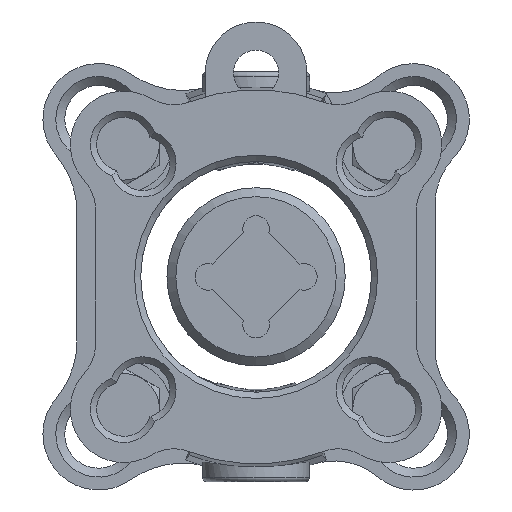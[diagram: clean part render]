
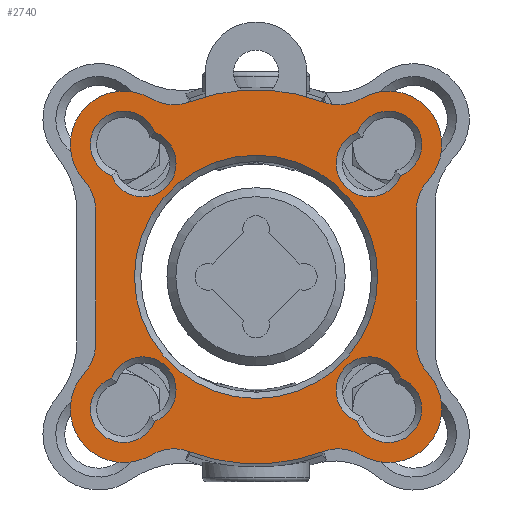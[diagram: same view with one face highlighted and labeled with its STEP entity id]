
A CAD part, front view. The second image highlights one B-rep face of the part: STEP entity #2740.
In plain terms, the highlighted planar face has unit normal (0, -1, 0).
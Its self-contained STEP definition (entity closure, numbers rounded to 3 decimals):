
#76=PLANE('',#3052);
#133=LINE('',#4719,#237);
#142=LINE('',#4751,#246);
#237=VECTOR('',#3542,1000.);
#246=VECTOR('',#3581,1000.);
#410=CIRCLE('',#2949,3.75);
#414=CIRCLE('',#2956,3.75);
#418=CIRCLE('',#2963,3.75);
#422=CIRCLE('',#2970,3.75);
#461=CIRCLE('',#3023,5.);
#462=CIRCLE('',#3026,5.);
#463=CIRCLE('',#3028,6.);
#464=CIRCLE('',#3030,5.);
#465=CIRCLE('',#3032,21.);
#466=CIRCLE('',#3034,5.);
#467=CIRCLE('',#3036,6.);
#468=CIRCLE('',#3038,5.);
#469=CIRCLE('',#3041,5.);
#470=CIRCLE('',#3043,6.);
#471=CIRCLE('',#3045,5.);
#472=CIRCLE('',#3047,21.);
#473=CIRCLE('',#3049,5.);
#474=CIRCLE('',#3051,6.);
#475=CIRCLE('',#3053,3.75);
#476=CIRCLE('',#3054,3.75);
#477=CIRCLE('',#3055,3.75);
#478=CIRCLE('',#3056,3.75);
#479=CIRCLE('',#3057,13.65);
#836=ORIENTED_EDGE('',*,*,#1590,.F.);
#837=ORIENTED_EDGE('',*,*,#1477,.F.);
#838=ORIENTED_EDGE('',*,*,#1591,.F.);
#839=ORIENTED_EDGE('',*,*,#1468,.F.);
#840=ORIENTED_EDGE('',*,*,#1592,.F.);
#841=ORIENTED_EDGE('',*,*,#1457,.F.);
#842=ORIENTED_EDGE('',*,*,#1593,.F.);
#843=ORIENTED_EDGE('',*,*,#1487,.F.);
#844=ORIENTED_EDGE('',*,*,#1594,.F.);
#845=ORIENTED_EDGE('',*,*,#1558,.T.);
#846=ORIENTED_EDGE('',*,*,#1561,.F.);
#847=ORIENTED_EDGE('',*,*,#1563,.T.);
#848=ORIENTED_EDGE('',*,*,#1565,.F.);
#849=ORIENTED_EDGE('',*,*,#1567,.T.);
#850=ORIENTED_EDGE('',*,*,#1569,.F.);
#851=ORIENTED_EDGE('',*,*,#1571,.T.);
#852=ORIENTED_EDGE('',*,*,#1573,.F.);
#853=ORIENTED_EDGE('',*,*,#1575,.T.);
#854=ORIENTED_EDGE('',*,*,#1577,.F.);
#855=ORIENTED_EDGE('',*,*,#1579,.T.);
#856=ORIENTED_EDGE('',*,*,#1581,.F.);
#857=ORIENTED_EDGE('',*,*,#1583,.T.);
#858=ORIENTED_EDGE('',*,*,#1585,.F.);
#859=ORIENTED_EDGE('',*,*,#1587,.T.);
#860=ORIENTED_EDGE('',*,*,#1589,.F.);
#1457=EDGE_CURVE('',#1856,#1857,#410,.T.);
#1468=EDGE_CURVE('',#1864,#1865,#414,.T.);
#1477=EDGE_CURVE('',#1872,#1873,#418,.T.);
#1487=EDGE_CURVE('',#1880,#1881,#422,.T.);
#1558=EDGE_CURVE('',#1937,#1938,#461,.T.);
#1561=EDGE_CURVE('',#1939,#1938,#133,.T.);
#1563=EDGE_CURVE('',#1939,#1940,#462,.T.);
#1565=EDGE_CURVE('',#1941,#1940,#463,.T.);
#1567=EDGE_CURVE('',#1941,#1942,#464,.T.);
#1569=EDGE_CURVE('',#1943,#1942,#465,.T.);
#1571=EDGE_CURVE('',#1943,#1944,#466,.T.);
#1573=EDGE_CURVE('',#1945,#1944,#467,.T.);
#1575=EDGE_CURVE('',#1945,#1946,#468,.T.);
#1577=EDGE_CURVE('',#1947,#1946,#142,.T.);
#1579=EDGE_CURVE('',#1947,#1948,#469,.T.);
#1581=EDGE_CURVE('',#1949,#1948,#470,.T.);
#1583=EDGE_CURVE('',#1949,#1950,#471,.T.);
#1585=EDGE_CURVE('',#1951,#1950,#472,.T.);
#1587=EDGE_CURVE('',#1951,#1952,#473,.T.);
#1589=EDGE_CURVE('',#1937,#1952,#474,.T.);
#1590=EDGE_CURVE('',#1873,#1872,#475,.T.);
#1591=EDGE_CURVE('',#1865,#1864,#476,.T.);
#1592=EDGE_CURVE('',#1857,#1856,#477,.T.);
#1593=EDGE_CURVE('',#1881,#1880,#478,.T.);
#1594=EDGE_CURVE('',#1953,#1953,#479,.T.);
#1856=VERTEX_POINT('',#4407);
#1857=VERTEX_POINT('',#4408);
#1864=VERTEX_POINT('',#4443);
#1865=VERTEX_POINT('',#4445);
#1872=VERTEX_POINT('',#4473);
#1873=VERTEX_POINT('',#4474);
#1880=VERTEX_POINT('',#4506);
#1881=VERTEX_POINT('',#4507);
#1937=VERTEX_POINT('',#4714);
#1938=VERTEX_POINT('',#4715);
#1939=VERTEX_POINT('',#4720);
#1940=VERTEX_POINT('',#4724);
#1941=VERTEX_POINT('',#4728);
#1942=VERTEX_POINT('',#4732);
#1943=VERTEX_POINT('',#4736);
#1944=VERTEX_POINT('',#4740);
#1945=VERTEX_POINT('',#4744);
#1946=VERTEX_POINT('',#4748);
#1947=VERTEX_POINT('',#4752);
#1948=VERTEX_POINT('',#4756);
#1949=VERTEX_POINT('',#4760);
#1950=VERTEX_POINT('',#4764);
#1951=VERTEX_POINT('',#4768);
#1952=VERTEX_POINT('',#4772);
#1953=VERTEX_POINT('',#4782);
#2234=EDGE_LOOP('',(#836,#837));
#2235=EDGE_LOOP('',(#838,#839));
#2236=EDGE_LOOP('',(#840,#841));
#2237=EDGE_LOOP('',(#842,#843));
#2238=EDGE_LOOP('',(#844));
#2239=EDGE_LOOP('',(#845,#846,#847,#848,#849,#850,#851,#852,#853,#854,#855,
#856,#857,#858,#859,#860));
#2461=FACE_BOUND('',#2234,.T.);
#2462=FACE_BOUND('',#2235,.T.);
#2463=FACE_BOUND('',#2236,.T.);
#2464=FACE_BOUND('',#2237,.T.);
#2465=FACE_BOUND('',#2238,.T.);
#2466=FACE_BOUND('',#2239,.T.);
#2740=ADVANCED_FACE('',(#2461,#2462,#2463,#2464,#2465,#2466),#76,.F.);
#2949=AXIS2_PLACEMENT_3D('',#4406,#3372,#3373);
#2956=AXIS2_PLACEMENT_3D('',#4444,#3388,#3389);
#2963=AXIS2_PLACEMENT_3D('',#4472,#3404,#3405);
#2970=AXIS2_PLACEMENT_3D('',#4505,#3420,#3421);
#3023=AXIS2_PLACEMENT_3D('',#4713,#3536,#3537);
#3026=AXIS2_PLACEMENT_3D('',#4723,#3546,#3547);
#3028=AXIS2_PLACEMENT_3D('',#4727,#3551,#3552);
#3030=AXIS2_PLACEMENT_3D('',#4731,#3556,#3557);
#3032=AXIS2_PLACEMENT_3D('',#4735,#3561,#3562);
#3034=AXIS2_PLACEMENT_3D('',#4739,#3566,#3567);
#3036=AXIS2_PLACEMENT_3D('',#4743,#3571,#3572);
#3038=AXIS2_PLACEMENT_3D('',#4747,#3576,#3577);
#3041=AXIS2_PLACEMENT_3D('',#4755,#3585,#3586);
#3043=AXIS2_PLACEMENT_3D('',#4759,#3590,#3591);
#3045=AXIS2_PLACEMENT_3D('',#4763,#3595,#3596);
#3047=AXIS2_PLACEMENT_3D('',#4767,#3600,#3601);
#3049=AXIS2_PLACEMENT_3D('',#4771,#3605,#3606);
#3051=AXIS2_PLACEMENT_3D('',#4775,#3610,#3611);
#3052=AXIS2_PLACEMENT_3D('',#4776,#3612,#3613);
#3053=AXIS2_PLACEMENT_3D('',#4777,#3614,#3615);
#3054=AXIS2_PLACEMENT_3D('',#4778,#3616,#3617);
#3055=AXIS2_PLACEMENT_3D('',#4779,#3618,#3619);
#3056=AXIS2_PLACEMENT_3D('',#4780,#3620,#3621);
#3057=AXIS2_PLACEMENT_3D('',#4781,#3622,#3623);
#3372=DIRECTION('',(0.,-1.,0.));
#3373=DIRECTION('',(0.,0.,-1.));
#3388=DIRECTION('',(0.,-1.,0.));
#3389=DIRECTION('',(0.,0.,-1.));
#3404=DIRECTION('',(0.,-1.,0.));
#3405=DIRECTION('',(0.,0.,-1.));
#3420=DIRECTION('',(0.,-1.,0.));
#3421=DIRECTION('',(0.,0.,-1.));
#3536=DIRECTION('',(0.,1.,0.));
#3537=DIRECTION('',(1.,0.,0.));
#3542=DIRECTION('',(0.,0.,1.));
#3546=DIRECTION('',(0.,1.,0.));
#3547=DIRECTION('',(1.,0.,0.));
#3551=DIRECTION('',(0.,1.,0.));
#3552=DIRECTION('',(1.,0.,0.));
#3556=DIRECTION('',(0.,1.,0.));
#3557=DIRECTION('',(1.,0.,0.));
#3561=DIRECTION('',(0.,1.,0.));
#3562=DIRECTION('',(1.,0.,0.));
#3566=DIRECTION('',(0.,1.,0.));
#3567=DIRECTION('',(1.,0.,0.));
#3571=DIRECTION('',(0.,1.,0.));
#3572=DIRECTION('',(1.,0.,0.));
#3576=DIRECTION('',(0.,1.,0.));
#3577=DIRECTION('',(1.,0.,0.));
#3581=DIRECTION('',(0.,0.,-1.));
#3585=DIRECTION('',(0.,1.,0.));
#3586=DIRECTION('',(1.,0.,0.));
#3590=DIRECTION('',(0.,1.,0.));
#3591=DIRECTION('',(1.,0.,0.));
#3595=DIRECTION('',(0.,1.,0.));
#3596=DIRECTION('',(1.,0.,0.));
#3600=DIRECTION('',(0.,1.,0.));
#3601=DIRECTION('',(1.,0.,0.));
#3605=DIRECTION('',(0.,1.,0.));
#3606=DIRECTION('',(1.,0.,0.));
#3610=DIRECTION('',(0.,1.,0.));
#3611=DIRECTION('',(1.,0.,0.));
#3612=DIRECTION('',(0.,1.,0.));
#3613=DIRECTION('',(0.,0.,1.));
#3614=DIRECTION('',(0.,-1.,0.));
#3615=DIRECTION('',(0.,0.,-1.));
#3616=DIRECTION('',(0.,-1.,0.));
#3617=DIRECTION('',(0.,0.,-1.));
#3618=DIRECTION('',(0.,-1.,0.));
#3619=DIRECTION('',(0.,0.,-1.));
#3620=DIRECTION('',(0.,-1.,0.));
#3621=DIRECTION('',(0.,0.,-1.));
#3622=DIRECTION('',(0.,-1.,0.));
#3623=DIRECTION('',(0.,0.,-1.));
#4406=CARTESIAN_POINT('',(14.849,0.,-14.849));
#4407=CARTESIAN_POINT('',(11.358,0.,-16.219));
#4408=CARTESIAN_POINT('',(16.219,0.,-11.358));
#4443=CARTESIAN_POINT('',(16.219,0.,11.358));
#4444=CARTESIAN_POINT('',(14.849,0.,14.849));
#4445=CARTESIAN_POINT('',(11.358,0.,16.219));
#4472=CARTESIAN_POINT('',(-14.849,0.,14.849));
#4473=CARTESIAN_POINT('',(-11.358,0.,16.219));
#4474=CARTESIAN_POINT('',(-16.219,0.,11.358));
#4505=CARTESIAN_POINT('',(-14.849,0.,-14.849));
#4506=CARTESIAN_POINT('',(-16.219,0.,-11.358));
#4507=CARTESIAN_POINT('',(-11.358,0.,-16.219));
#4713=CARTESIAN_POINT('',(-23.,0.,7.462));
#4714=CARTESIAN_POINT('',(-19.295,0.,10.82));
#4715=CARTESIAN_POINT('',(-18.,0.,7.462));
#4719=CARTESIAN_POINT('',(-18.,0.,-7.462));
#4720=CARTESIAN_POINT('',(-18.,0.,-7.462));
#4723=CARTESIAN_POINT('',(-23.,0.,-7.462));
#4724=CARTESIAN_POINT('',(-19.295,0.,-10.82));
#4727=CARTESIAN_POINT('',(-14.849,0.,-14.849));
#4728=CARTESIAN_POINT('',(-11.785,0.,-20.008));
#4731=CARTESIAN_POINT('',(-9.231,0.,-24.306));
#4732=CARTESIAN_POINT('',(-7.456,0.,-19.632));
#4735=CARTESIAN_POINT('',(0.,0.,0.));
#4736=CARTESIAN_POINT('',(7.456,0.,-19.632));
#4739=CARTESIAN_POINT('',(9.231,0.,-24.306));
#4740=CARTESIAN_POINT('',(11.785,0.,-20.008));
#4743=CARTESIAN_POINT('',(14.849,0.,-14.849));
#4744=CARTESIAN_POINT('',(19.295,0.,-10.82));
#4747=CARTESIAN_POINT('',(23.,0.,-7.462));
#4748=CARTESIAN_POINT('',(18.,0.,-7.462));
#4751=CARTESIAN_POINT('',(18.,0.,7.462));
#4752=CARTESIAN_POINT('',(18.,0.,7.462));
#4755=CARTESIAN_POINT('',(23.,0.,7.462));
#4756=CARTESIAN_POINT('',(19.295,0.,10.82));
#4759=CARTESIAN_POINT('',(14.849,0.,14.849));
#4760=CARTESIAN_POINT('',(11.785,0.,20.008));
#4763=CARTESIAN_POINT('',(9.231,0.,24.306));
#4764=CARTESIAN_POINT('',(7.456,0.,19.632));
#4767=CARTESIAN_POINT('',(0.,0.,0.));
#4768=CARTESIAN_POINT('',(-7.456,0.,19.632));
#4771=CARTESIAN_POINT('',(-9.231,0.,24.306));
#4772=CARTESIAN_POINT('',(-11.785,0.,20.008));
#4775=CARTESIAN_POINT('',(-14.849,0.,14.849));
#4776=CARTESIAN_POINT('',(-23.,0.,7.462));
#4777=CARTESIAN_POINT('',(-12.728,0.,12.728));
#4778=CARTESIAN_POINT('',(12.728,0.,12.728));
#4779=CARTESIAN_POINT('',(12.728,0.,-12.728));
#4780=CARTESIAN_POINT('',(-12.728,0.,-12.728));
#4781=CARTESIAN_POINT('',(0.,0.,0.));
#4782=CARTESIAN_POINT('',(0.,0.,-13.65));
